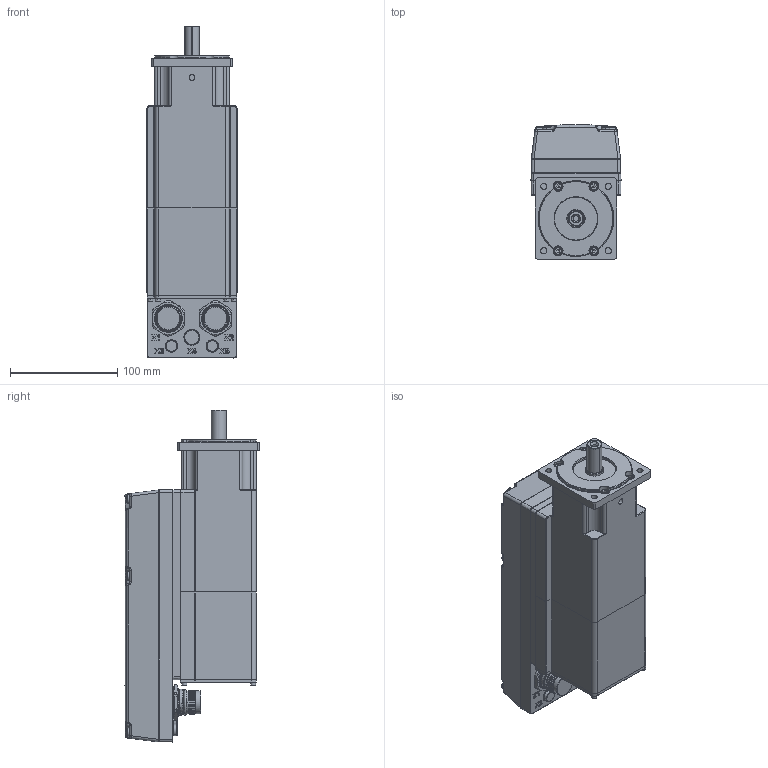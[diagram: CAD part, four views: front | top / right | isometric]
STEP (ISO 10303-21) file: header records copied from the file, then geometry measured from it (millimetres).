
FILE_DESCRIPTION((''),'2;1');
FILE_NAME('ISD510_SIZE1_A_1_5','2020-12-18T14:08:23',('U319744'),('Danfoss Drives A/S'),'CREO PARAMETRIC BY PTC INC, 2019344','CREO PARAMETRIC BY PTC INC, 2019344','');
FILE_SCHEMA(('CONFIG_CONTROL_DESIGN','GEOMETRIC_VALIDATION_PROPERTIES_MIM'));
Products named in the file (1): ISD510_SIZE1_A_1_5
Bounding box: 84.04 x 125.73 x 309.87 mm (x, y, z)
Surface area: 132792.3 mm2 (no closed solid volume)
Topology: 0 solids, 1922 shells, 1922 faces, 10127 edges, 10096 vertices
Faces by surface type: plane 636, cylinder 341, extrusion 335, bspline 308, torus 180, cone 89, sphere 33
Entity records: 131097 total; most frequent: CARTESIAN_POINT 62647, DIRECTION 10366, VERTEX_POINT 10096, ORIENTED_EDGE 10096, EDGE_CURVE 10096, VECTOR 4844, LINE 4509, B_SPLINE_CURVE_WITH_KNOTS 4440
